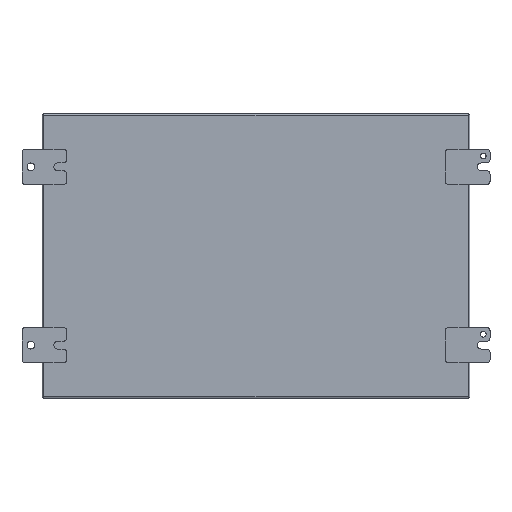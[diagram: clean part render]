
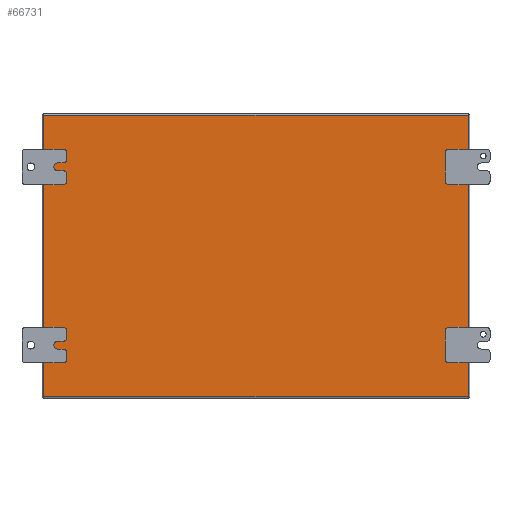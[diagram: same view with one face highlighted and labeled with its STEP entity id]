
A CAD part, left-side view. The second image highlights one B-rep face of the part: STEP entity #66731.
In plain terms, the highlighted face is planar.
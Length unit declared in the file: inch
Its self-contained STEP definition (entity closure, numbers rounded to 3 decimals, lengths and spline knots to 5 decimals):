
#6107 = LINE ( 'NONE', #76285, #90739 ) ;
#8100 = CARTESIAN_POINT ( 'NONE',  ( -7.892, 0., -11.892 ) ) ;
#8374 = DIRECTION ( 'NONE',  ( 0., 0., 1. ) ) ;
#11076 = ORIENTED_EDGE ( 'NONE', *, *, #57956, .F. ) ;
#13463 = ORIENTED_EDGE ( 'NONE', *, *, #44175, .F. ) ;
#29466 = LINE ( 'NONE', #56711, #91423 ) ;
#29740 = DIRECTION ( 'NONE',  ( 0., -1., 0. ) ) ;
#29961 = FACE_OUTER_BOUND ( 'NONE', #54397, .T. ) ;
#30685 = VERTEX_POINT ( 'NONE', #60999 ) ;
#35624 = DIRECTION ( 'NONE',  ( 0., 0., -1. ) ) ;
#41121 = VERTEX_POINT ( 'NONE', #74765 ) ;
#44175 = EDGE_CURVE ( 'NONE', #41121, #30685, #29466, .T. ) ;
#45414 = VERTEX_POINT ( 'NONE', #87332 ) ;
#47092 = LINE ( 'NONE', #90801, #81282 ) ;
#50836 = LINE ( 'NONE', #101008, #90086 ) ;
#51744 = AXIS2_PLACEMENT_3D ( 'NONE', #86633, #29740, #69965 ) ;
#54397 = EDGE_LOOP ( 'NONE', ( #94895, #13463, #55449, #11076 ) ) ;
#55449 = ORIENTED_EDGE ( 'NONE', *, *, #62900, .F. ) ;
#56711 = CARTESIAN_POINT ( 'NONE',  ( 7.892, 0., 11.892 ) ) ;
#57956 = EDGE_CURVE ( 'NONE', #45414, #93225, #6107, .T. ) ;
#58592 = DIRECTION ( 'NONE',  ( 1., 0., 0. ) ) ;
#60999 = CARTESIAN_POINT ( 'NONE',  ( 7.892, 0., 11.892 ) ) ;
#62900 = EDGE_CURVE ( 'NONE', #93225, #41121, #47092, .T. ) ;
#66731 = ADVANCED_FACE ( 'NONE', ( #29961 ), #70324, .F. ) ;
#68829 = DIRECTION ( 'NONE',  ( -1., 0., 0. ) ) ;
#69002 = EDGE_CURVE ( 'NONE', #30685, #45414, #50836, .T. ) ;
#69965 = DIRECTION ( 'NONE',  ( 0., 0., -1. ) ) ;
#70324 = PLANE ( 'NONE',  #51744 ) ;
#74765 = CARTESIAN_POINT ( 'NONE',  ( 7.892, 0., -11.892 ) ) ;
#76285 = CARTESIAN_POINT ( 'NONE',  ( -7.892, 0., -11.892 ) ) ;
#81282 = VECTOR ( 'NONE', #58592, 39.37008 ) ;
#86633 = CARTESIAN_POINT ( 'NONE',  ( -7.892, 0., -11.892 ) ) ;
#87332 = CARTESIAN_POINT ( 'NONE',  ( -7.892, 0., 11.892 ) ) ;
#90086 = VECTOR ( 'NONE', #68829, 39.37008 ) ;
#90739 = VECTOR ( 'NONE', #35624, 39.37008 ) ;
#90801 = CARTESIAN_POINT ( 'NONE',  ( 7.892, 0., -11.892 ) ) ;
#91423 = VECTOR ( 'NONE', #8374, 39.37008 ) ;
#93225 = VERTEX_POINT ( 'NONE', #8100 ) ;
#94895 = ORIENTED_EDGE ( 'NONE', *, *, #69002, .F. ) ;
#101008 = CARTESIAN_POINT ( 'NONE',  ( -7.892, 0., 11.892 ) ) ;
